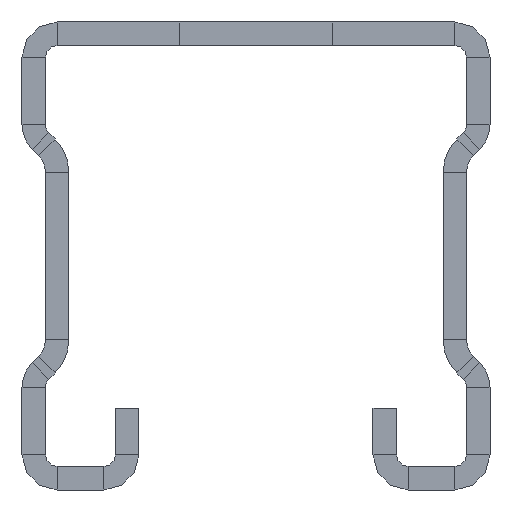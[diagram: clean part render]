
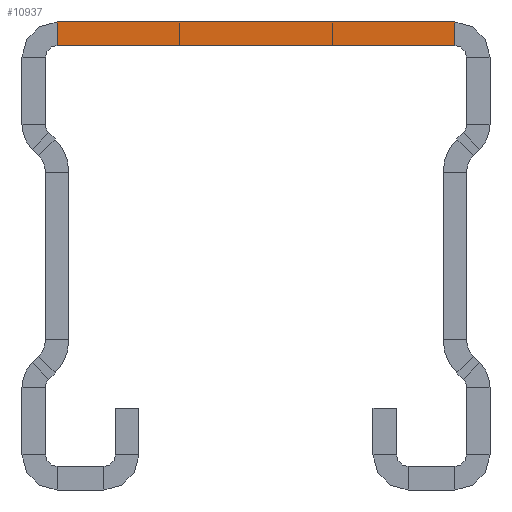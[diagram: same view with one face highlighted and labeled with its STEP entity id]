
A CAD part, front view. The second image highlights one B-rep face of the part: STEP entity #10937.
In plain terms, the highlighted planar face has unit normal (0, -1, 0).
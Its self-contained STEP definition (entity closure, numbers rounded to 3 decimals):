
#2349=DIRECTION('',(0.,0.,-1.));
#2350=VECTOR('',#2349,2.);
#2351=CARTESIAN_POINT('',(17.,-3000.,20.));
#2352=LINE('',#2351,#2350);
#2353=DIRECTION('',(1.,0.,0.));
#2354=VECTOR('',#2353,34.);
#2355=CARTESIAN_POINT('',(-17.,-3000.,18.));
#2356=LINE('',#2355,#2354);
#2357=DIRECTION('',(1.,0.,0.));
#2358=VECTOR('',#2357,34.);
#2359=CARTESIAN_POINT('',(-17.,-3000.,20.));
#2360=LINE('',#2359,#2358);
#4897=DIRECTION('',(0.,0.,-1.));
#4898=VECTOR('',#4897,2.);
#4899=CARTESIAN_POINT('',(-17.,-3000.,20.));
#4900=LINE('',#4899,#4898);
#7274=CARTESIAN_POINT('',(17.,-3000.,20.));
#7276=VERTEX_POINT('',#7274);
#7286=CARTESIAN_POINT('',(-17.,-3000.,20.));
#7288=VERTEX_POINT('',#7286);
#7322=CARTESIAN_POINT('',(17.,-3000.,18.));
#7324=VERTEX_POINT('',#7322);
#7334=CARTESIAN_POINT('',(-17.,-3000.,18.));
#7336=VERTEX_POINT('',#7334);
#10923=CARTESIAN_POINT('',(0.,-3000.,19.));
#10924=DIRECTION('',(0.,-1.,0.));
#10925=DIRECTION('',(1.,0.,0.));
#10926=AXIS2_PLACEMENT_3D('',#10923,#10924,#10925);
#10927=PLANE('',#10926);
#10929=ORIENTED_EDGE('',*,*,#10928,.T.);
#10931=ORIENTED_EDGE('',*,*,#10930,.F.);
#10933=ORIENTED_EDGE('',*,*,#10932,.F.);
#10934=ORIENTED_EDGE('',*,*,#9714,.T.);
#10935=EDGE_LOOP('',(#10929,#10931,#10933,#10934));
#10936=FACE_OUTER_BOUND('',#10935,.F.);
#10937=ADVANCED_FACE('',(#10936),#10927,.T.);
#9714=EDGE_CURVE('',#7288,#7276,#2360,.T.);
#10928=EDGE_CURVE('',#7276,#7324,#2352,.T.);
#10930=EDGE_CURVE('',#7336,#7324,#2356,.T.);
#10932=EDGE_CURVE('',#7288,#7336,#4900,.T.);
